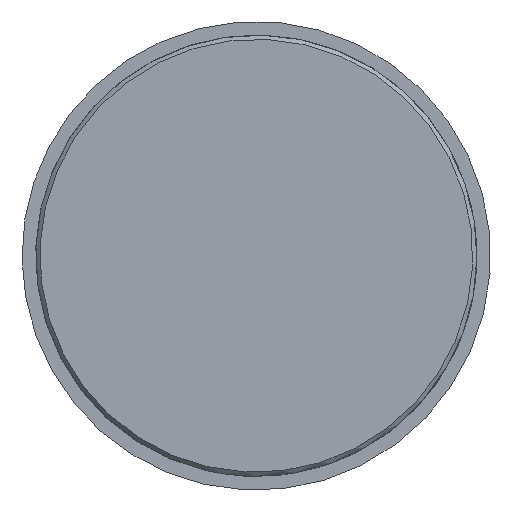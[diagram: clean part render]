
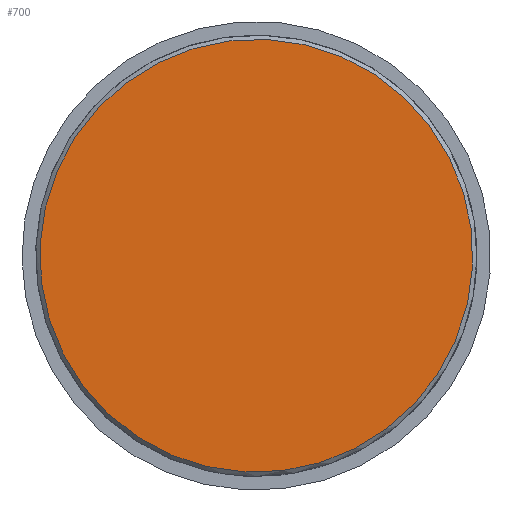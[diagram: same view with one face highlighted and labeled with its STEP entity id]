
A CAD part, top view. The second image highlights one B-rep face of the part: STEP entity #700.
In plain terms, the highlighted planar face has unit normal (0, 0, 1).
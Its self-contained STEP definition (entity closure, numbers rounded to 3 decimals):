
#62=PLANE('',#768);
#79=FACE_OUTER_BOUND('',#123,.T.);
#123=EDGE_LOOP('',(#492,#493));
#234=CIRCLE('',#769,31.875);
#235=CIRCLE('',#770,31.875);
#304=VERTEX_POINT('',#1145);
#305=VERTEX_POINT('',#1146);
#380=EDGE_CURVE('',#304,#305,#234,.T.);
#381=EDGE_CURVE('',#305,#304,#235,.T.);
#492=ORIENTED_EDGE('',*,*,#380,.F.);
#493=ORIENTED_EDGE('',*,*,#381,.F.);
#700=ADVANCED_FACE('',(#79),#62,.T.);
#768=AXIS2_PLACEMENT_3D('',#1144,#901,#902);
#769=AXIS2_PLACEMENT_3D('',#1147,#903,#904);
#770=AXIS2_PLACEMENT_3D('',#1148,#905,#906);
#901=DIRECTION('center_axis',(0.,0.,
1.));
#902=DIRECTION('ref_axis',(0.974,-0.225,0.));
#903=DIRECTION('center_axis',(0.,0.,
-1.));
#904=DIRECTION('ref_axis',(0.225,0.974,0.));
#905=DIRECTION('center_axis',(0.,0.,
-1.));
#906=DIRECTION('ref_axis',(0.225,0.974,0.));
#1144=CARTESIAN_POINT('Origin',(7.125,30.863,9.5));
#1145=CARTESIAN_POINT('',(7.17,31.058,9.5));
#1146=CARTESIAN_POINT('',(-7.17,-31.058,9.5));
#1147=CARTESIAN_POINT('Origin',(0.,0.,
9.5));
#1148=CARTESIAN_POINT('Origin',(0.,0.,
9.5));
